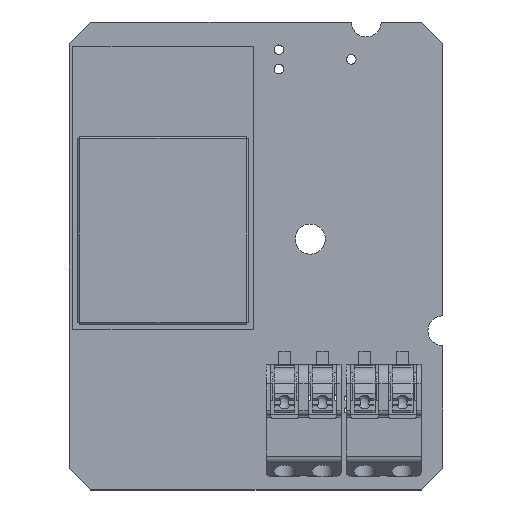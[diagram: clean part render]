
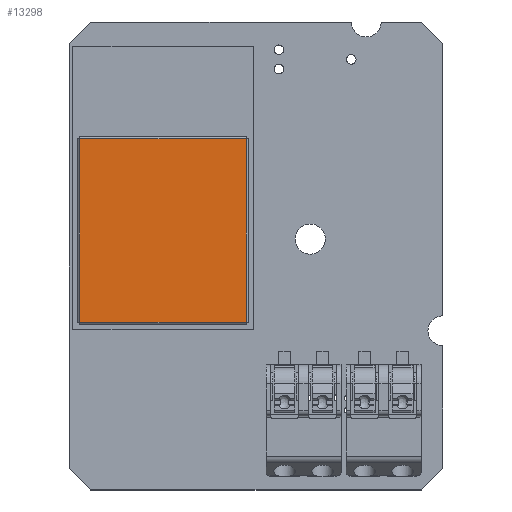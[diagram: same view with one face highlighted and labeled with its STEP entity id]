
A CAD part, top view. The second image highlights one B-rep face of the part: STEP entity #13298.
In plain terms, the highlighted planar face has unit normal (0, 0, 1).
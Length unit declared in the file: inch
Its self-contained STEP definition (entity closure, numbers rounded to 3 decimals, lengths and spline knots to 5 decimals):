
#213 = EDGE_CURVE ( 'NONE', #9359, #3525, #3142, .T. ) ;
#447 = DIRECTION ( 'NONE',  ( 1., 0., 0. ) ) ;
#602 = ORIENTED_EDGE ( 'NONE', *, *, #213, .T. ) ;
#880 = LINE ( 'NONE', #11029, #13064 ) ;
#1255 = CARTESIAN_POINT ( 'NONE',  ( 0.04374, 0.69419, 0.12579 ) ) ;
#1390 = CARTESIAN_POINT ( 'NONE',  ( 0.04374, 1.45679, 0.12579 ) ) ;
#1980 = DIRECTION ( 'NONE',  ( 0., -1., 0. ) ) ;
#2169 = ORIENTED_EDGE ( 'NONE', *, *, #7968, .T. ) ;
#2398 = AXIS2_PLACEMENT_3D ( 'NONE', #11144, #14812, #7629 ) ;
#2418 = VECTOR ( 'NONE', #7194, 39.37008 ) ;
#3142 = LINE ( 'NONE', #6074, #2418 ) ;
#3525 = VERTEX_POINT ( 'NONE', #10422 ) ;
#6074 = CARTESIAN_POINT ( 'NONE',  ( 0.73536, 0.6875, 0.12579 ) ) ;
#6433 = ORIENTED_EDGE ( 'NONE', *, *, #14914, .T. ) ;
#6642 = VERTEX_POINT ( 'NONE', #1255 ) ;
#6722 = CARTESIAN_POINT ( 'NONE',  ( 0.04374, 0.6875, 0.12579 ) ) ;
#6769 = LINE ( 'NONE', #6722, #6943 ) ;
#6827 = VECTOR ( 'NONE', #14437, 39.37008 ) ;
#6943 = VECTOR ( 'NONE', #1980, 39.37008 ) ;
#7194 = DIRECTION ( 'NONE',  ( 0., 1., 0. ) ) ;
#7629 = DIRECTION ( 'NONE',  ( 1., 0., 0. ) ) ;
#7968 = EDGE_CURVE ( 'NONE', #13840, #6642, #6769, .T. ) ;
#8808 = PLANE ( 'NONE',  #2398 ) ;
#9359 = VERTEX_POINT ( 'NONE', #12844 ) ;
#9702 = CARTESIAN_POINT ( 'NONE',  ( 0.04296, 1.45679, 0.12579 ) ) ;
#9949 = LINE ( 'NONE', #9702, #6827 ) ;
#10422 = CARTESIAN_POINT ( 'NONE',  ( 0.73536, 1.45679, 0.12579 ) ) ;
#11029 = CARTESIAN_POINT ( 'NONE',  ( 0.04296, 0.69419, 0.12579 ) ) ;
#11144 = CARTESIAN_POINT ( 'NONE',  ( 0.04296, 0.6875, 0.12579 ) ) ;
#12844 = CARTESIAN_POINT ( 'NONE',  ( 0.73536, 0.69419, 0.12579 ) ) ;
#13064 = VECTOR ( 'NONE', #447, 39.37008 ) ;
#13143 = ORIENTED_EDGE ( 'NONE', *, *, #13609, .T. ) ;
#13298 = ADVANCED_FACE ( 'NONE', ( #15182 ), #8808, .T. ) ;
#13609 = EDGE_CURVE ( 'NONE', #6642, #9359, #880, .T. ) ;
#13840 = VERTEX_POINT ( 'NONE', #1390 ) ;
#14437 = DIRECTION ( 'NONE',  ( -1., 0., 0. ) ) ;
#14812 = DIRECTION ( 'NONE',  ( 0., 0., 1. ) ) ;
#14914 = EDGE_CURVE ( 'NONE', #3525, #13840, #9949, .T. ) ;
#14952 = EDGE_LOOP ( 'NONE', ( #6433, #2169, #13143, #602 ) ) ;
#15182 = FACE_OUTER_BOUND ( 'NONE', #14952, .T. ) ;
